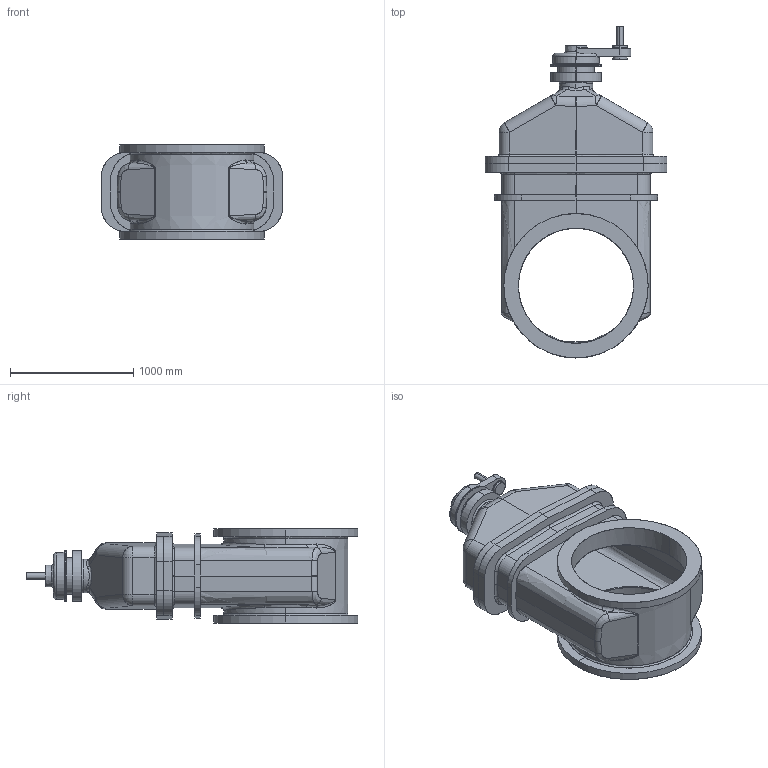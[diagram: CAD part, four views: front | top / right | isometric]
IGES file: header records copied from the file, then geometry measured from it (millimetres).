
Start section: SolidWorks IGES file using analytic representation for surfaces
Global section: file name: 36 FF Spur.IGS; native system: SolidWorks 2018; preprocessor: SolidWorks 2018; author: shasan; date: 200826.112756; units: inch
Bounding box: 1473.2 x 2688.84 x 762 mm (x, y, z)
Surface area: 16355624.9 mm2 (no closed solid volume)
Topology: 0 solids, 0 shells, 316 faces, 5604 edges, 5604 vertices
Faces by surface type: bspline 169, revolution 147
